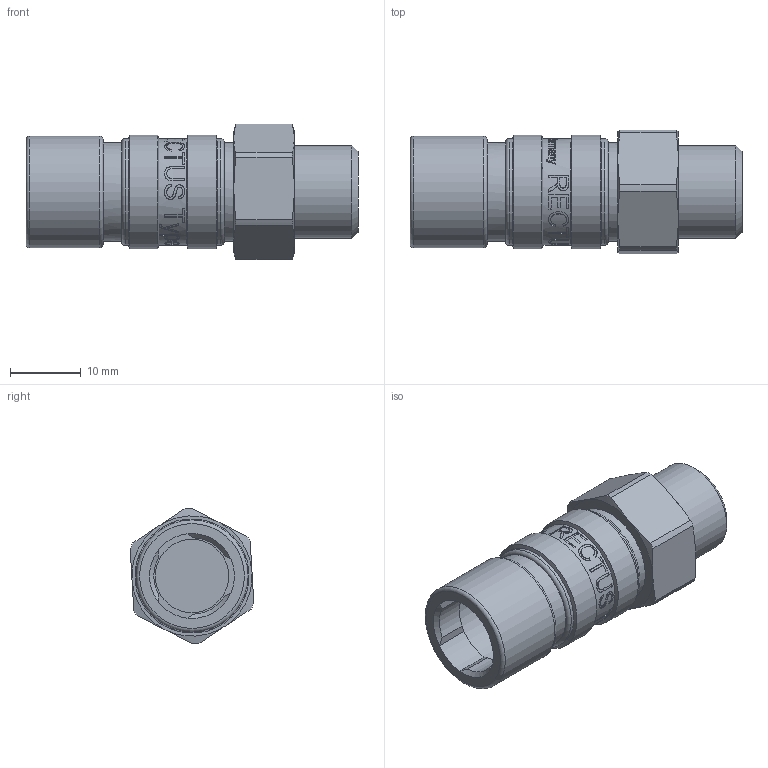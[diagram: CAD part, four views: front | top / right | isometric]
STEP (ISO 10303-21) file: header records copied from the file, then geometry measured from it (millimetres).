
FILE_DESCRIPTION((''),'2;1');
FILE_NAME('21kaaw13mpx3.stp','2016-01-21T09:36:11',('IA176480'),(''),'Autodesk Inventor 2013','Autodesk Inventor 2013','');
FILE_SCHEMA(('AUTOMOTIVE_DESIGN { 1 0 10303 214 1 1 1 1 }'));
Length unit declared in the file: millimetre
Products named in the file (1): D114844
Bounding box: 46.91 x 17.48 x 19.15 mm (x, y, z)
Volume: 7436.9 mm3; surface area: 5370.2 mm2
Topology: 1 solids, 5 shells, 476 faces, 1252 edges, 826 vertices
Faces by surface type: bspline 211, plane 153, cylinder 74, cone 32, torus 6
Full cylindrical faces by diameter (mm): 10.375 x3, 10.4 x1, 10.45 x1, 10.7 x1, 11.4 x1, 11.46 x1, 12 x1, 12.15 x1, 12.3 x1, 13.157 x1, 14 x4, 15.1 x3, 15.8 x1, 16.15 x2
Entity records: 63945 total; most frequent: CARTESIAN_POINT 53698, ORIENTED_EDGE 2366, DIRECTION 1275, EDGE_CURVE 1183, VERTEX_POINT 804, EDGE_LOOP 569, B_SPLINE_CURVE_WITH_KNOTS 560, FACE_OUTER_BOUND 475
